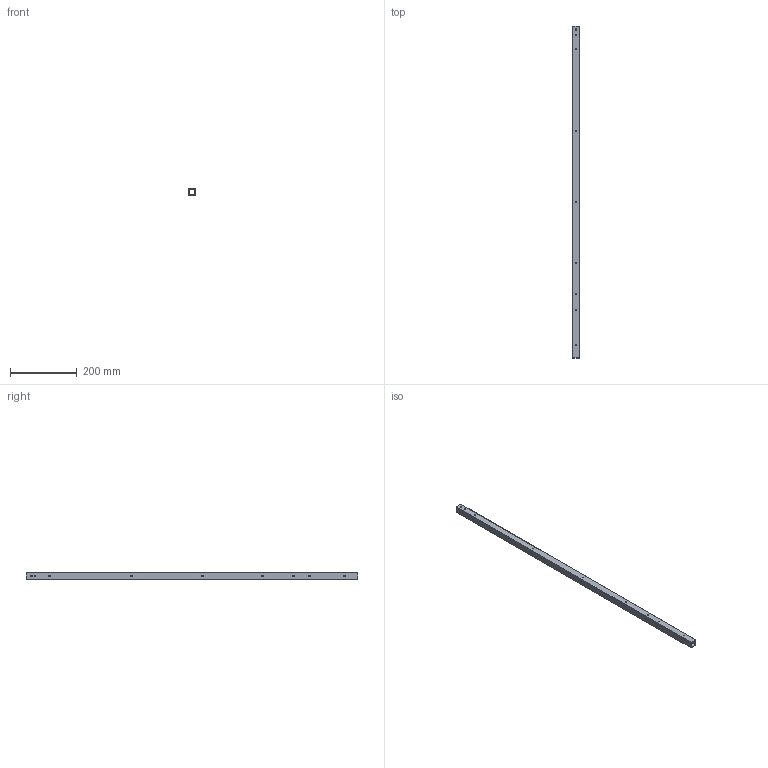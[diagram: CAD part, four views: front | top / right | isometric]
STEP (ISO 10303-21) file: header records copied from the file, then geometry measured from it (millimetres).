
FILE_DESCRIPTION(/* description */ (''),/* implementation_level */ '2;1');
FILE_NAME(/* name */ 'yagi_boom_rear.step',/* time_stamp */ '2025-10-26T20:37:23+08:00',/* author */ (''),/* organization */ (''),/* preprocessor_version */ 'ST-DEVELOPER v20.1',/* originating_system */ 'Autodesk Translation Framework v14.17.0.0',/* authorisation */ '');
FILE_SCHEMA (('AUTOMOTIVE_DESIGN { 1 0 10303 214 3 1 1 }'));
Length unit declared in the file: millimetre
Products named in the file (1): FusionComponent
Bounding box: 20 x 997.5 x 20 mm (x, y, z)
Volume: 75178.2 mm3; surface area: 151025.5 mm2
Topology: 1 solids, 1 shells, 46 faces, 132 edges, 88 vertices
Faces by surface type: cylinder 36, plane 10
Full cylindrical faces by diameter (mm): 3.3 x14, 4.2 x4, 4.4 x4, 6 x14
Entity records: 1729 total; most frequent: DIRECTION 298, CARTESIAN_POINT 267, ORIENTED_EDGE 264, EDGE_CURVE 132, EDGE_LOOP 120, AXIS2_PLACEMENT_3D 119, VERTEX_POINT 88, FACE_BOUND 74
